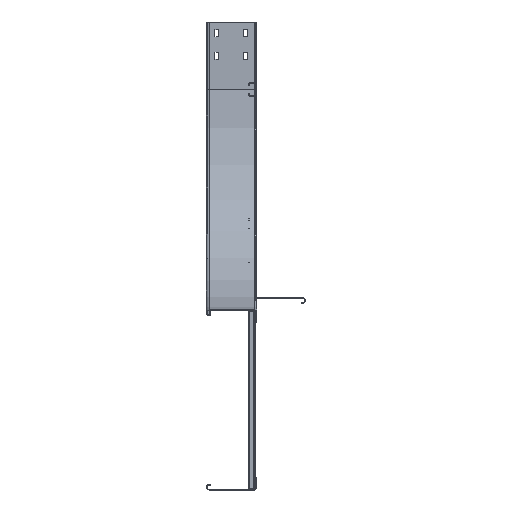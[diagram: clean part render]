
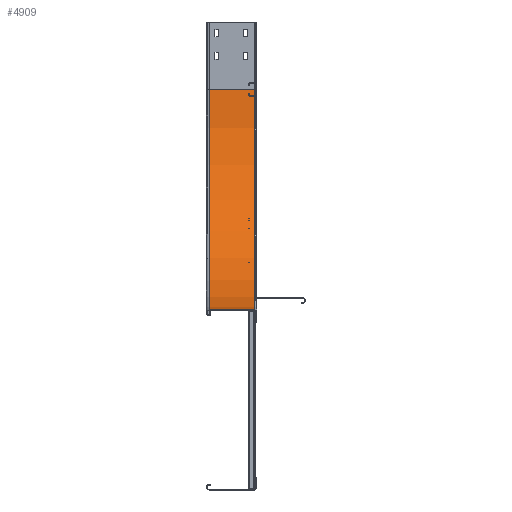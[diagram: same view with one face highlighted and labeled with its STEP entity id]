
A CAD part, left-side view. The second image highlights one B-rep face of the part: STEP entity #4909.
In plain terms, the highlighted cylindrical face has radius 490 mm (diameter 980 mm), a partial arc.
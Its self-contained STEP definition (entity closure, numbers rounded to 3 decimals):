
#3299=DIRECTION('',(0.,-1.,0.));
#3300=VECTOR('',#3299,101.5);
#3301=CARTESIAN_POINT('',(0.,104.,-150.));
#3302=LINE('',#3301,#3300);
#3303=DIRECTION('',(0.,1.,0.));
#3304=VECTOR('',#3303,101.5);
#3305=CARTESIAN_POINT('',(490.,2.5,-640.));
#3306=LINE('',#3305,#3304);
#3532=CARTESIAN_POINT('',(490.,2.5,-150.));
#3533=DIRECTION('',(0.,1.,0.));
#3534=DIRECTION('',(0.,0.,-1.));
#3535=AXIS2_PLACEMENT_3D('',#3532,#3533,#3534);
#3637=CARTESIAN_POINT('',(490.,104.,-150.));
#3638=DIRECTION('',(0.,-1.,0.));
#3639=DIRECTION('',(-1.,0.,0.));
#3640=AXIS2_PLACEMENT_3D('',#3637,#3638,#3639);
#4379=CARTESIAN_POINT('',(0.,104.,-150.));
#4380=VERTEX_POINT('',#4379);
#4415=CARTESIAN_POINT('',(0.,2.5,-150.));
#4416=VERTEX_POINT('',#4415);
#4651=CARTESIAN_POINT('',(490.,2.5,-640.));
#4652=CARTESIAN_POINT('',(490.,104.,-640.));
#4653=VERTEX_POINT('',#4651);
#4654=VERTEX_POINT('',#4652);
#4895=CARTESIAN_POINT('',(490.,0.,-150.));
#4896=DIRECTION('',(0.,-1.,0.));
#4897=DIRECTION('',(0.,0.,-1.));
#4898=AXIS2_PLACEMENT_3D('',#4895,#4896,#4897);
#4899=CYLINDRICAL_SURFACE('',#4898,490.);
#4901=ORIENTED_EDGE('',*,*,#4900,.F.);
#4903=ORIENTED_EDGE('',*,*,#4902,.T.);
#4904=ORIENTED_EDGE('',*,*,#4820,.F.);
#4906=ORIENTED_EDGE('',*,*,#4905,.T.);
#4907=EDGE_LOOP('',(#4901,#4903,#4904,#4906));
#4908=FACE_OUTER_BOUND('',#4907,.F.);
#4909=ADVANCED_FACE('',(#4908),#4899,.F.);
#3536=CIRCLE('',#3535,490.);
#3641=CIRCLE('',#3640,490.);
#4820=EDGE_CURVE('',#4653,#4654,#3306,.T.);
#4900=EDGE_CURVE('',#4380,#4416,#3302,.T.);
#4902=EDGE_CURVE('',#4380,#4654,#3641,.T.);
#4905=EDGE_CURVE('',#4653,#4416,#3536,.T.);
